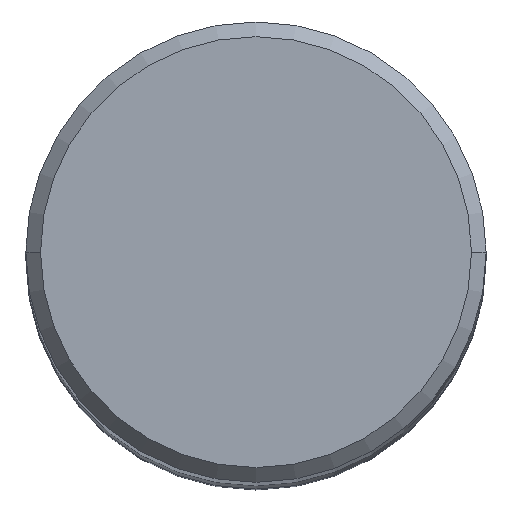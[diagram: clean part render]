
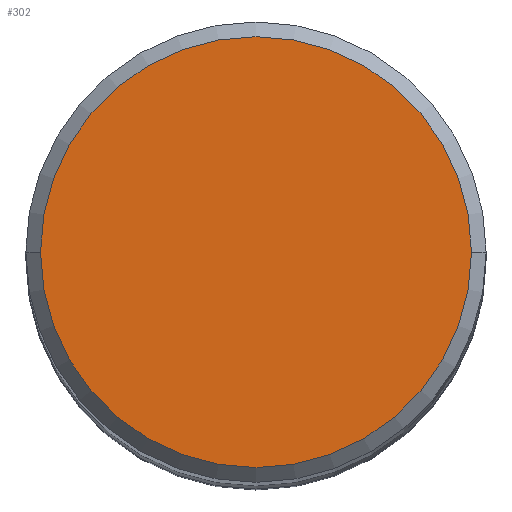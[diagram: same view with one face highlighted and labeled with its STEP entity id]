
A CAD part, top view. The second image highlights one B-rep face of the part: STEP entity #302.
In plain terms, the highlighted planar face has unit normal (0, 0, 1).
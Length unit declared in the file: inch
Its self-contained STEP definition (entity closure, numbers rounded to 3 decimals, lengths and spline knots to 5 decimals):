
#29 = DIRECTION ( 'NONE',  ( -1., 0., 0. ) ) ;
#103 = DIRECTION ( 'NONE',  ( 0., 0., 1. ) ) ;
#150 = DIRECTION ( 'NONE',  ( 1., 0., 0. ) ) ;
#166 = CARTESIAN_POINT ( 'NONE',  ( 0., 0.2925, 0. ) ) ;
#187 = AXIS2_PLACEMENT_3D ( 'NONE', #643, #521, #150 ) ;
#302 = ADVANCED_FACE ( 'NONE', ( #721 ), #475, .F. ) ;
#334 = CARTESIAN_POINT ( 'NONE',  ( 0.2925, 0., 0. ) ) ;
#347 = EDGE_LOOP ( 'NONE', ( #630, #530 ) ) ;
#373 = CARTESIAN_POINT ( 'NONE',  ( -0.2925, 0., 0. ) ) ;
#399 = VERTEX_POINT ( 'NONE', #373 ) ;
#475 = PLANE ( 'NONE',  #798 ) ;
#512 = CIRCLE ( 'NONE', #187, 0.2925 ) ;
#521 = DIRECTION ( 'NONE',  ( 0., 0., 1. ) ) ;
#530 = ORIENTED_EDGE ( 'NONE', *, *, #742, .T. ) ;
#598 = VERTEX_POINT ( 'NONE', #334 ) ;
#603 = EDGE_CURVE ( 'NONE', #399, #598, #512, .T. ) ;
#630 = ORIENTED_EDGE ( 'NONE', *, *, #603, .T. ) ;
#643 = CARTESIAN_POINT ( 'NONE',  ( 0., 0., 0. ) ) ;
#657 = DIRECTION ( 'NONE',  ( 0., 0., -1. ) ) ;
#660 = DIRECTION ( 'NONE',  ( 1., 0., 0. ) ) ;
#663 = CIRCLE ( 'NONE', #799, 0.2925 ) ;
#710 = CARTESIAN_POINT ( 'NONE',  ( 0., 0., 0. ) ) ;
#721 = FACE_OUTER_BOUND ( 'NONE', #347, .T. ) ;
#742 = EDGE_CURVE ( 'NONE', #598, #399, #663, .T. ) ;
#798 = AXIS2_PLACEMENT_3D ( 'NONE', #166, #657, #29 ) ;
#799 = AXIS2_PLACEMENT_3D ( 'NONE', #710, #103, #660 ) ;
